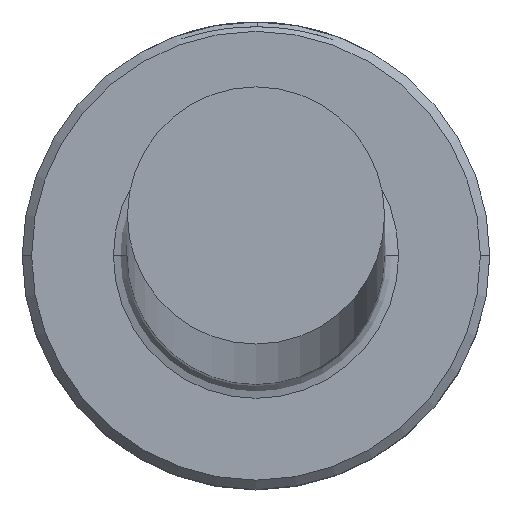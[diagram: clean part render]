
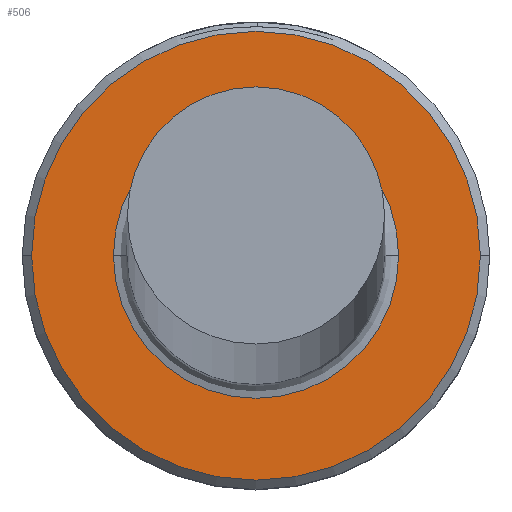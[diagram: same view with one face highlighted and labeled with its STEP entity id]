
A CAD part, top view. The second image highlights one B-rep face of the part: STEP entity #506.
In plain terms, the highlighted planar face has unit normal (0, 0, 1).
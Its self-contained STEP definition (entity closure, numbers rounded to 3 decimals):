
#15 = DIRECTION ( 'NONE',  ( 0., 0., 1. ) ) ;
#47 = EDGE_LOOP ( 'NONE', ( #212, #268 ) ) ;
#95 = CARTESIAN_POINT ( 'NONE',  ( 0., 0., 6. ) ) ;
#97 = EDGE_CURVE ( 'NONE', #866, #824, #227, .T. ) ;
#142 = FACE_OUTER_BOUND ( 'NONE', #1117, .T. ) ;
#177 = AXIS2_PLACEMENT_3D ( 'NONE', #749, #998, #478 ) ;
#180 = CARTESIAN_POINT ( 'NONE',  ( -4.8, 0., 6. ) ) ;
#185 = DIRECTION ( 'NONE',  ( -1., 0., 0. ) ) ;
#202 = CARTESIAN_POINT ( 'NONE',  ( 3.05, 0., 6. ) ) ;
#212 = ORIENTED_EDGE ( 'NONE', *, *, #410, .T. ) ;
#222 = ORIENTED_EDGE ( 'NONE', *, *, #97, .T. ) ;
#227 = CIRCLE ( 'NONE', #712, 4.8 ) ;
#237 = AXIS2_PLACEMENT_3D ( 'NONE', #575, #15, #663 ) ;
#248 = DIRECTION ( 'NONE',  ( 0., 0., 1. ) ) ;
#261 = CARTESIAN_POINT ( 'NONE',  ( 0., 0., 6. ) ) ;
#268 = ORIENTED_EDGE ( 'NONE', *, *, #867, .T. ) ;
#270 = CIRCLE ( 'NONE', #237, 4.8 ) ;
#322 = ORIENTED_EDGE ( 'NONE', *, *, #526, .T. ) ;
#348 = DIRECTION ( 'NONE',  ( 1., 0., 0. ) ) ;
#410 = EDGE_CURVE ( 'NONE', #1082, #996, #792, .T. ) ;
#455 = DIRECTION ( 'NONE',  ( 0., 0., -1. ) ) ;
#462 = CARTESIAN_POINT ( 'NONE',  ( 4.8, 0., 6. ) ) ;
#478 = DIRECTION ( 'NONE',  ( 1., 0., 0. ) ) ;
#492 = CIRCLE ( 'NONE', #771, 3.05 ) ;
#506 = ADVANCED_FACE ( 'NONE', ( #142, #981 ), #905, .T. ) ;
#526 = EDGE_CURVE ( 'NONE', #824, #866, #270, .T. ) ;
#575 = CARTESIAN_POINT ( 'NONE',  ( 0., 0., 6. ) ) ;
#663 = DIRECTION ( 'NONE',  ( 1., 0., 0. ) ) ;
#712 = AXIS2_PLACEMENT_3D ( 'NONE', #261, #248, #348 ) ;
#739 = DIRECTION ( 'NONE',  ( 0., 0., -1. ) ) ;
#749 = CARTESIAN_POINT ( 'NONE',  ( 0., 0., 6. ) ) ;
#771 = AXIS2_PLACEMENT_3D ( 'NONE', #95, #739, #185 ) ;
#792 = CIRCLE ( 'NONE', #868, 3.05 ) ;
#824 = VERTEX_POINT ( 'NONE', #462 ) ;
#866 = VERTEX_POINT ( 'NONE', #180 ) ;
#867 = EDGE_CURVE ( 'NONE', #996, #1082, #492, .T. ) ;
#868 = AXIS2_PLACEMENT_3D ( 'NONE', #973, #455, #1063 ) ;
#905 = PLANE ( 'NONE',  #177 ) ;
#973 = CARTESIAN_POINT ( 'NONE',  ( 0., 0., 6. ) ) ;
#981 = FACE_BOUND ( 'NONE', #47, .T. ) ;
#996 = VERTEX_POINT ( 'NONE', #202 ) ;
#998 = DIRECTION ( 'NONE',  ( 0., 0., 1. ) ) ;
#1013 = CARTESIAN_POINT ( 'NONE',  ( -3.05, 0., 6. ) ) ;
#1063 = DIRECTION ( 'NONE',  ( -1., 0., 0. ) ) ;
#1082 = VERTEX_POINT ( 'NONE', #1013 ) ;
#1117 = EDGE_LOOP ( 'NONE', ( #222, #322 ) ) ;
